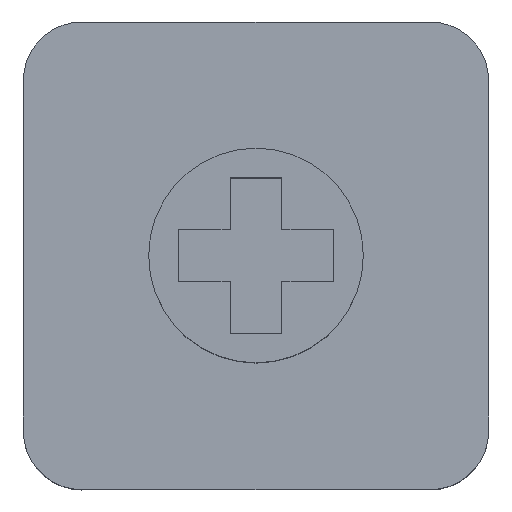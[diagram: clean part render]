
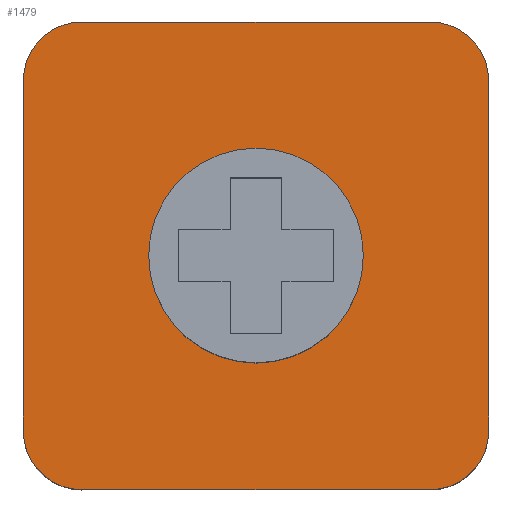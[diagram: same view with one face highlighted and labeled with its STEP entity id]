
A CAD part, top view. The second image highlights one B-rep face of the part: STEP entity #1479.
In plain terms, the highlighted planar face has unit normal (0, 0, 1).
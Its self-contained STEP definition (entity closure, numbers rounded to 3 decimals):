
#25=CIRCLE('',#1574,2.8);
#26=CIRCLE('',#1577,1.53);
#27=CIRCLE('',#1578,1.53);
#28=CIRCLE('',#1579,1.53);
#29=CIRCLE('',#1580,1.53);
#36=FACE_BOUND('',#255,.T.);
#96=PLANE('',#1576);
#170=FACE_OUTER_BOUND('',#254,.T.);
#254=EDGE_LOOP('',(#1345,#1346,#1347,#1348,#1349,#1350,#1351,#1352));
#255=EDGE_LOOP('',(#1353));
#437=LINE('',#2421,#620);
#438=LINE('',#2425,#621);
#439=LINE('',#2429,#622);
#440=LINE('',#2433,#623);
#620=VECTOR('',#1898,10.);
#621=VECTOR('',#1901,10.);
#622=VECTOR('',#1904,10.);
#623=VECTOR('',#1907,10.);
#775=VERTEX_POINT('',#2414);
#776=VERTEX_POINT('',#2419);
#777=VERTEX_POINT('',#2420);
#778=VERTEX_POINT('',#2422);
#779=VERTEX_POINT('',#2424);
#780=VERTEX_POINT('',#2426);
#781=VERTEX_POINT('',#2428);
#782=VERTEX_POINT('',#2430);
#783=VERTEX_POINT('',#2432);
#974=EDGE_CURVE('',#775,#775,#25,.T.);
#975=EDGE_CURVE('',#776,#777,#437,.T.);
#976=EDGE_CURVE('',#777,#778,#26,.T.);
#977=EDGE_CURVE('',#778,#779,#438,.T.);
#978=EDGE_CURVE('',#779,#780,#27,.T.);
#979=EDGE_CURVE('',#780,#781,#439,.T.);
#980=EDGE_CURVE('',#781,#782,#28,.T.);
#981=EDGE_CURVE('',#782,#783,#440,.T.);
#982=EDGE_CURVE('',#783,#776,#29,.T.);
#1345=ORIENTED_EDGE('',*,*,#975,.T.);
#1346=ORIENTED_EDGE('',*,*,#976,.T.);
#1347=ORIENTED_EDGE('',*,*,#977,.T.);
#1348=ORIENTED_EDGE('',*,*,#978,.T.);
#1349=ORIENTED_EDGE('',*,*,#979,.T.);
#1350=ORIENTED_EDGE('',*,*,#980,.T.);
#1351=ORIENTED_EDGE('',*,*,#981,.T.);
#1352=ORIENTED_EDGE('',*,*,#982,.T.);
#1353=ORIENTED_EDGE('',*,*,#974,.T.);
#1479=ADVANCED_FACE('',(#170,#36),#96,.T.);
#1574=AXIS2_PLACEMENT_3D('',#2416,#1892,#1893);
#1576=AXIS2_PLACEMENT_3D('',#2418,#1896,#1897);
#1577=AXIS2_PLACEMENT_3D('',#2423,#1899,#1900);
#1578=AXIS2_PLACEMENT_3D('',#2427,#1902,#1903);
#1579=AXIS2_PLACEMENT_3D('',#2431,#1905,#1906);
#1580=AXIS2_PLACEMENT_3D('',#2434,#1908,#1909);
#1892=DIRECTION('center_axis',(0.,0.,-1.));
#1893=DIRECTION('ref_axis',(1.,0.,0.));
#1896=DIRECTION('center_axis',(0.,0.,1.));
#1897=DIRECTION('ref_axis',(1.,0.,0.));
#1898=DIRECTION('',(-1.,0.,0.));
#1899=DIRECTION('center_axis',(0.,0.,1.));
#1900=DIRECTION('ref_axis',(0.,1.,0.));
#1901=DIRECTION('',(0.,-1.,0.));
#1902=DIRECTION('center_axis',(0.,0.,1.));
#1903=DIRECTION('ref_axis',(-1.,0.,0.));
#1904=DIRECTION('',(1.,0.,0.));
#1905=DIRECTION('center_axis',(0.,0.,1.));
#1906=DIRECTION('ref_axis',(0.,-1.,0.));
#1907=DIRECTION('',(0.,1.,0.));
#1908=DIRECTION('center_axis',(0.,0.,1.));
#1909=DIRECTION('ref_axis',(1.,0.,0.));
#2414=CARTESIAN_POINT('',(3.27,6.1,5.));
#2416=CARTESIAN_POINT('Origin',(6.07,6.1,5.));
#2418=CARTESIAN_POINT('Origin',(6.07,6.1,5.));
#2419=CARTESIAN_POINT('',(10.61,12.2,5.));
#2420=CARTESIAN_POINT('',(1.53,12.2,5.));
#2421=CARTESIAN_POINT('',(10.61,12.2,5.));
#2422=CARTESIAN_POINT('',(0.,10.67,5.));
#2423=CARTESIAN_POINT('Origin',(1.53,10.67,5.));
#2424=CARTESIAN_POINT('',(0.,1.53,5.));
#2425=CARTESIAN_POINT('',(0.,10.67,5.));
#2426=CARTESIAN_POINT('',(1.53,0.,5.));
#2427=CARTESIAN_POINT('Origin',(1.53,1.53,5.));
#2428=CARTESIAN_POINT('',(10.61,0.,5.));
#2429=CARTESIAN_POINT('',(1.53,0.,5.));
#2430=CARTESIAN_POINT('',(12.14,1.53,5.));
#2431=CARTESIAN_POINT('Origin',(10.61,1.53,5.));
#2432=CARTESIAN_POINT('',(12.14,10.67,5.));
#2433=CARTESIAN_POINT('',(12.14,1.53,5.));
#2434=CARTESIAN_POINT('Origin',(10.61,10.67,5.));
